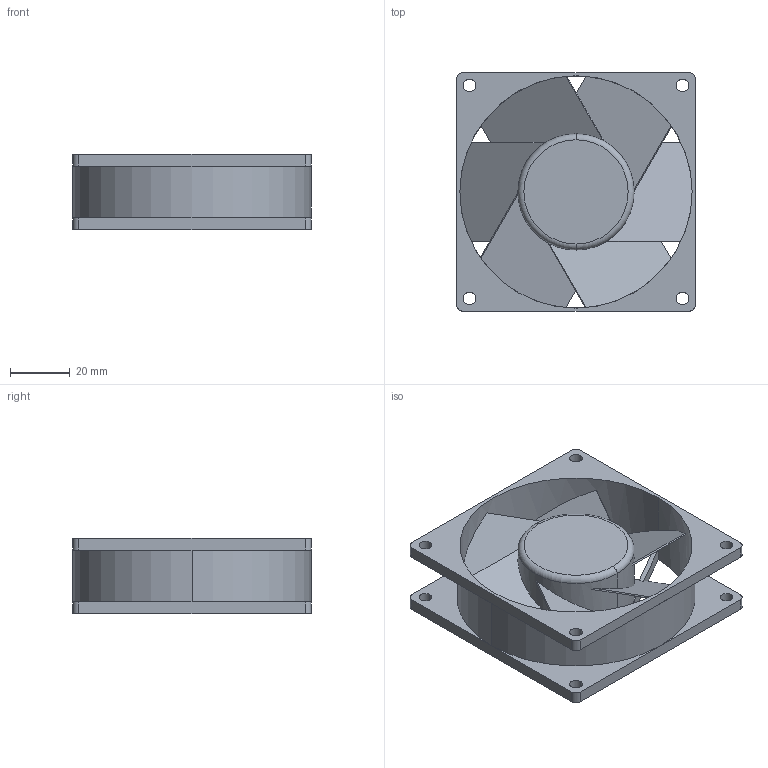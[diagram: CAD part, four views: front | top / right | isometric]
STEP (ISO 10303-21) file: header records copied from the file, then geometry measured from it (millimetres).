
FILE_DESCRIPTION((''),'2;1');
FILE_NAME('8412N','2014-04-09T',('ASpencer'),(''),'PRO/ENGINEER BY PARAMETRIC TECHNOLOGY CORPORATION, 2012480','PRO/ENGINEER BY PARAMETRIC TECHNOLOGY CORPORATION, 2012480','');
FILE_SCHEMA(('CONFIG_CONTROL_DESIGN'));
Length unit declared in the file: millimetre
Products named in the file (1): 8412N
Bounding box: 80 x 80 x 25.4 mm (x, y, z)
Volume: 49921.7 mm3; surface area: 34895.8 mm2
Topology: 1 solids, 1 shells, 99 faces, 314 edges, 203 vertices
Faces by surface type: plane 67, cylinder 30, torus 2
Entity records: 3699 total; most frequent: CARTESIAN_POINT 862, ORIENTED_EDGE 628, DIRECTION 533, EDGE_CURVE 314, VERTEX_POINT 203, AXIS2_PLACEMENT_3D 182, VECTOR 169, LINE 169
